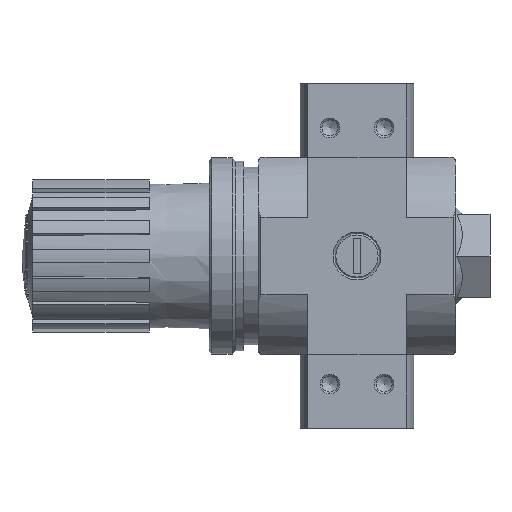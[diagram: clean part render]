
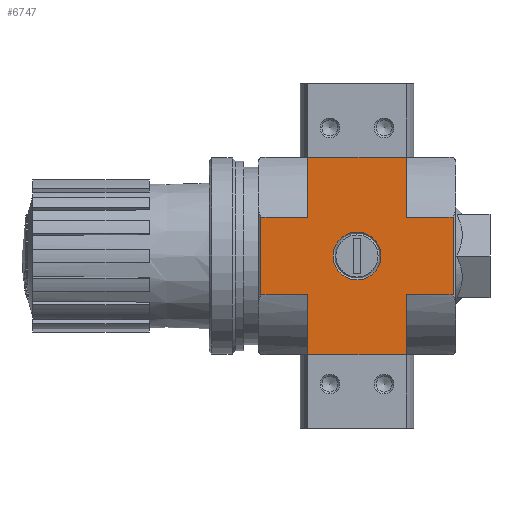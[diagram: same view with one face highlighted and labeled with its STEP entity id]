
A CAD part, left-side view. The second image highlights one B-rep face of the part: STEP entity #6747.
In plain terms, the highlighted face is planar.
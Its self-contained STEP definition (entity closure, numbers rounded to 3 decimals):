
#191=PLANE('',#7213);
#398=LINE('',#9906,#768);
#408=LINE('',#9948,#778);
#426=LINE('',#9987,#796);
#427=LINE('',#9990,#797);
#428=LINE('',#9992,#798);
#429=LINE('',#9994,#799);
#430=LINE('',#9995,#800);
#431=LINE('',#9997,#801);
#432=LINE('',#9999,#802);
#433=LINE('',#10001,#803);
#434=LINE('',#10003,#804);
#435=LINE('',#10004,#805);
#768=VECTOR('',#8065,1000.);
#778=VECTOR('',#8105,1000.);
#796=VECTOR('',#8131,1000.);
#797=VECTOR('',#8132,1000.);
#798=VECTOR('',#8133,1000.);
#799=VECTOR('',#8134,1000.);
#800=VECTOR('',#8135,1000.);
#801=VECTOR('',#8136,1000.);
#802=VECTOR('',#8137,1000.);
#803=VECTOR('',#8138,1000.);
#804=VECTOR('',#8139,1000.);
#805=VECTOR('',#8140,1000.);
#1351=ORIENTED_EDGE('',*,*,#2835,.F.);
#1352=ORIENTED_EDGE('',*,*,#2836,.T.);
#1353=ORIENTED_EDGE('',*,*,#2837,.F.);
#1354=ORIENTED_EDGE('',*,*,#2838,.T.);
#1355=ORIENTED_EDGE('',*,*,#2839,.F.);
#1356=ORIENTED_EDGE('',*,*,#2816,.F.);
#1357=ORIENTED_EDGE('',*,*,#2840,.T.);
#1358=ORIENTED_EDGE('',*,*,#2841,.F.);
#1359=ORIENTED_EDGE('',*,*,#2842,.T.);
#1360=ORIENTED_EDGE('',*,*,#2843,.F.);
#1361=ORIENTED_EDGE('',*,*,#2844,.T.);
#1362=ORIENTED_EDGE('',*,*,#2795,.F.);
#1363=ORIENTED_EDGE('',*,*,#2845,.F.);
#2795=EDGE_CURVE('',#3524,#3525,#398,.T.);
#2816=EDGE_CURVE('',#3541,#3542,#408,.T.);
#2835=EDGE_CURVE('',#3558,#3558,#4064,.T.);
#2836=EDGE_CURVE('',#3559,#3560,#426,.F.);
#2837=EDGE_CURVE('',#3561,#3560,#427,.T.);
#2838=EDGE_CURVE('',#3561,#3562,#428,.T.);
#2839=EDGE_CURVE('',#3542,#3562,#429,.T.);
#2840=EDGE_CURVE('',#3541,#3563,#430,.T.);
#2841=EDGE_CURVE('',#3564,#3563,#431,.T.);
#2842=EDGE_CURVE('',#3564,#3565,#432,.T.);
#2843=EDGE_CURVE('',#3566,#3565,#433,.F.);
#2844=EDGE_CURVE('',#3566,#3525,#434,.T.);
#2845=EDGE_CURVE('',#3559,#3524,#435,.T.);
#3524=VERTEX_POINT('',#9905);
#3525=VERTEX_POINT('',#9907);
#3541=VERTEX_POINT('',#9947);
#3542=VERTEX_POINT('',#9949);
#3558=VERTEX_POINT('',#9986);
#3559=VERTEX_POINT('',#9988);
#3560=VERTEX_POINT('',#9989);
#3561=VERTEX_POINT('',#9991);
#3562=VERTEX_POINT('',#9993);
#3563=VERTEX_POINT('',#9996);
#3564=VERTEX_POINT('',#9998);
#3565=VERTEX_POINT('',#10000);
#3566=VERTEX_POINT('',#10002);
#4064=CIRCLE('',#7214,4.864);
#4368=EDGE_LOOP('',(#1351));
#4369=EDGE_LOOP('',(#1352,#1353,#1354,#1355,#1356,#1357,#1358,#1359,#1360,
#1361,#1362,#1363));
#4854=FACE_BOUND('',#4368,.T.);
#4855=FACE_BOUND('',#4369,.T.);
#6747=ADVANCED_FACE('',(#4854,#4855),#191,.F.);
#7213=AXIS2_PLACEMENT_3D('',#9984,#8127,#8128);
#7214=AXIS2_PLACEMENT_3D('',#9985,#8129,#8130);
#8065=DIRECTION('',(0.,-1.,0.));
#8105=DIRECTION('',(0.,1.,0.));
#8127=DIRECTION('',(0.,0.,1.));
#8128=DIRECTION('',(1.,0.,0.));
#8129=DIRECTION('',(0.,0.,-1.));
#8130=DIRECTION('',(-1.,0.,0.));
#8131=DIRECTION('',(0.,-1.,0.));
#8132=DIRECTION('',(-1.,0.,0.));
#8133=DIRECTION('',(0.,-1.,0.));
#8134=DIRECTION('',(-1.,0.,0.));
#8135=DIRECTION('',(-1.,0.,0.));
#8136=DIRECTION('',(0.,1.,0.));
#8137=DIRECTION('',(-1.,0.,0.));
#8138=DIRECTION('',(0.,1.,0.));
#8139=DIRECTION('',(-1.,0.,0.));
#8140=DIRECTION('',(-1.,0.,0.));
#9905=CARTESIAN_POINT('',(-20.,10.,-20.));
#9906=CARTESIAN_POINT('',(-20.,19.5,-20.));
#9907=CARTESIAN_POINT('',(-20.,-10.,-20.));
#9947=CARTESIAN_POINT('',(20.,-10.,-20.));
#9948=CARTESIAN_POINT('',(20.,-19.5,-20.));
#9949=CARTESIAN_POINT('',(20.,10.,-20.));
#9984=CARTESIAN_POINT('',(0.,0.,-20.));
#9985=CARTESIAN_POINT('',(0.,0.,-20.));
#9986=CARTESIAN_POINT('',(-4.864,0.,-20.));
#9987=CARTESIAN_POINT('',(-7.89,20.,-20.));
#9988=CARTESIAN_POINT('',(-7.89,10.,-20.));
#9989=CARTESIAN_POINT('',(-7.89,19.5,-20.));
#9990=CARTESIAN_POINT('',(20.,19.5,-20.));
#9991=CARTESIAN_POINT('',(7.89,19.5,-20.));
#9992=CARTESIAN_POINT('',(7.89,20.,-20.));
#9993=CARTESIAN_POINT('',(7.89,10.,-20.));
#9994=CARTESIAN_POINT('',(0.,10.,-20.));
#9995=CARTESIAN_POINT('',(0.,-10.,-20.));
#9996=CARTESIAN_POINT('',(7.89,-10.,-20.));
#9997=CARTESIAN_POINT('',(7.89,-20.,-20.));
#9998=CARTESIAN_POINT('',(7.89,-19.5,-20.));
#9999=CARTESIAN_POINT('',(20.,-19.5,-20.));
#10000=CARTESIAN_POINT('',(-7.89,-19.5,-20.));
#10001=CARTESIAN_POINT('',(-7.89,-20.,-20.));
#10002=CARTESIAN_POINT('',(-7.89,-10.,-20.));
#10003=CARTESIAN_POINT('',(0.,-10.,-20.));
#10004=CARTESIAN_POINT('',(0.,10.,-20.));
